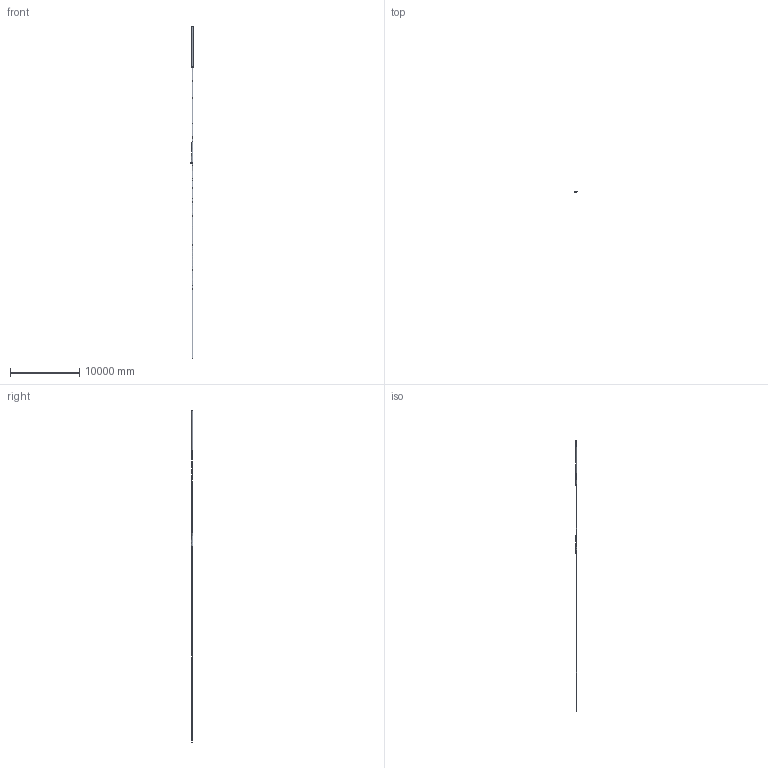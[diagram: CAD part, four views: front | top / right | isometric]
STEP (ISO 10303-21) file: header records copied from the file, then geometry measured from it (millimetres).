
FILE_DESCRIPTION(/* description */ (''),/* implementation_level */ '2;1');
FILE_NAME(/* name */ 'Detector chamber 210211 aligned.stp',/* time_stamp */ '2021-03-04T12:28:05-05:00',/* author */ ('chetzel'),/* organization */ (''),/* preprocessor_version */ 'ST-DEVELOPER v18',/* originating_system */ 'Autodesk Inventor 2020',/* authorisation */ '');
FILE_SCHEMA (('AUTOMOTIVE_DESIGN { 1 0 10303 214 3 1 1 }'));
Length unit declared in the file: inch
Products named in the file (2): Detector chamber 210211 aligned; Detector chamber 210211
Assembly tree (1 placements, depth 2):
  Detector chamber 210211 aligned
    Detector chamber 210211
Bounding box: 298.53 x 249.24 x 47800 mm (x, y, z)
Volume: 493677438.5 mm3; surface area: 17716680.4 mm2
Topology: 1 solids, 1 shells, 313 faces, 713 edges, 493 vertices
Faces by surface type: plane 266, cylinder 21, bspline 18, cone 8
Full cylindrical faces by diameter (mm): 40 x1, 57 x1, 60 x1, 60.325 x4, 62 x2, 100 x1, 128.6 x1, 160 x1
Entity records: 14714 total; most frequent: CARTESIAN_POINT 8386, ORIENTED_EDGE 1426, DIRECTION 925, EDGE_CURVE 713, VERTEX_POINT 493, B_SPLINE_CURVE_WITH_KNOTS 441, EDGE_LOOP 404, AXIS2_PLACEMENT_3D 355
